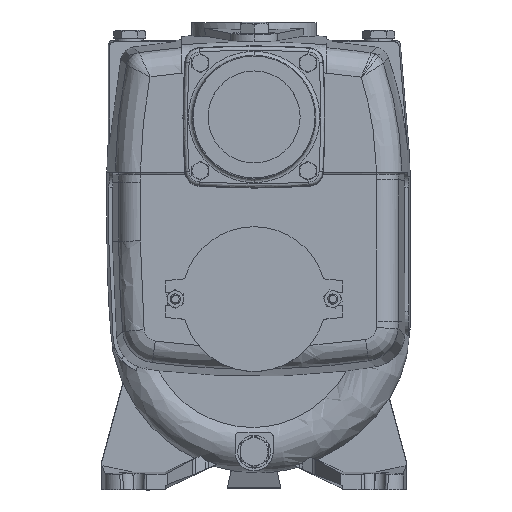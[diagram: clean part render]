
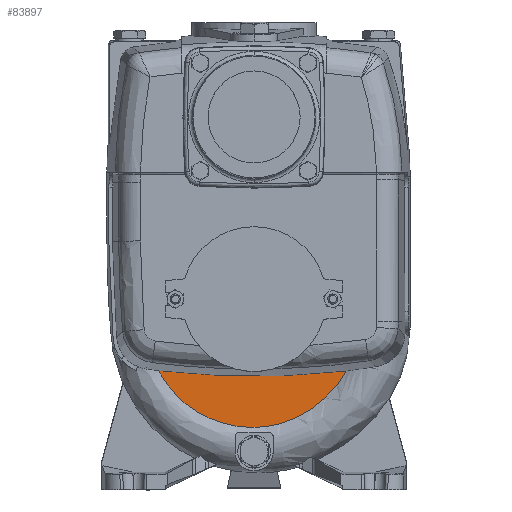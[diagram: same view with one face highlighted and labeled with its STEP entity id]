
A CAD part, top view. The second image highlights one B-rep face of the part: STEP entity #83897.
In plain terms, the highlighted face is planar.
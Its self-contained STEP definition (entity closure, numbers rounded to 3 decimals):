
#65 = CARTESIAN_POINT ( 'NONE',  ( 56.2, -50.856, 65.368 ) ) ;
#858 = CARTESIAN_POINT ( 'NONE',  ( 56.2, -64.553, 78.185 ) ) ;
#1658 = CARTESIAN_POINT ( 'NONE',  ( 56.2, -71.391, 87.293 ) ) ;
#5665 = EDGE_LOOP ( 'NONE', ( #49776, #14045 ) ) ;
#6638 = CARTESIAN_POINT ( 'NONE',  ( 56.2, 57.829, 74.106 ) ) ;
#6796 = DIRECTION ( 'NONE',  ( 0., 0., -1. ) ) ;
#10594 = CARTESIAN_POINT ( 'NONE',  ( 56.2, -52.362, 66.505 ) ) ;
#12196 = CARTESIAN_POINT ( 'NONE',  ( 56.2, -30.996, 54.576 ) ) ;
#14045 = ORIENTED_EDGE ( 'NONE', *, *, #15730, .F. ) ;
#15730 = EDGE_CURVE ( 'NONE', #49888, #119262, #124258, .T. ) ;
#22663 = CARTESIAN_POINT ( 'NONE',  ( 56.2, 44.754, 63.321 ) ) ;
#23476 = CARTESIAN_POINT ( 'NONE',  ( 56.2, -59.475, 72.632 ) ) ;
#24276 = CARTESIAN_POINT ( 'NONE',  ( 56.2, -16.401, 50.555 ) ) ;
#34777 = CARTESIAN_POINT ( 'NONE',  ( 56.2, 32.358, 56.454 ) ) ;
#36365 = CARTESIAN_POINT ( 'NONE',  ( 56.2, 39.935, 60.373 ) ) ;
#37180 = CARTESIAN_POINT ( 'NONE',  ( 56.2, 38.294, 59.439 ) ) ;
#44445 = AXIS2_PLACEMENT_3D ( 'NONE', #89522, #125837, #138714 ) ;
#46084 = CARTESIAN_POINT ( 'NONE',  ( 56.2, 68.771, 87.087 ) ) ;
#47685 = CARTESIAN_POINT ( 'NONE',  ( 56.2, 13.66, 50.367 ) ) ;
#48460 = CARTESIAN_POINT ( 'NONE',  ( 56.2, 47.828, 65.482 ) ) ;
#49255 = CARTESIAN_POINT ( 'NONE',  ( 56.2, -75.182, 93.882 ) ) ;
#49776 = ORIENTED_EDGE ( 'NONE', *, *, #112473, .F. ) ;
#49888 = VERTEX_POINT ( 'NONE', #143504 ) ;
#55818 = CARTESIAN_POINT ( 'NONE',  ( 56.2, 56.464, 72.786 ) ) ;
#56497 = B_SPLINE_CURVE_WITH_KNOTS ( 'NONE', 3,
 ( #67957, #92960, #46084, #142150, #144509, #71104, #6638, #55818, #68743, #117939, #135588, #48460, #22663, #36365, #37180, #134797, #85597, #112173, #34777, #121117, #158198, #111376, #47685, #133993, #122704, #62150, #72689, #110579, #97697, #96909, #133191, #146107, #24276, #59767, #123500, #73488, #12196, #71888, #147692, #148475, #158983, #65, #10594, #146898, #23476, #86383, #858, #60562, #108990, #1658, #61362, #49255 ),
 .UNSPECIFIED., .F., .F.,
 ( 4, 2, 2, 2, 2, 2, 2, 2, 2, 2, 2, 2, 2, 2, 2, 2, 2, 2, 2, 2, 2, 2, 2, 2, 2, 4 ),
 ( 0., 0.011, 0.023, 0.025, 0.028, 0.034, 0.045, 0.051, 0.054, 0.057, 0.068, 0.079, 0.082, 0.085, 0.09, 0.102, 0.107, 0.113, 0.124, 0.136, 0.141, 0.147, 0.158, 0.164, 0.17, 0.181 ),
 .UNSPECIFIED. ) ;
#59767 = CARTESIAN_POINT ( 'NONE',  ( 56.2, -20.109, 51.336 ) ) ;
#60562 = CARTESIAN_POINT ( 'NONE',  ( 56.2, -66.94, 81.123 ) ) ;
#61362 = CARTESIAN_POINT ( 'NONE',  ( 56.2, -73.384, 90.526 ) ) ;
#62150 = CARTESIAN_POINT ( 'NONE',  ( 56.2, 6.154, 49.421 ) ) ;
#67957 = CARTESIAN_POINT ( 'NONE',  ( 56.2, 72.67, 93.59 ) ) ;
#68743 = CARTESIAN_POINT ( 'NONE',  ( 56.2, 55.772, 72.138 ) ) ;
#71104 = CARTESIAN_POINT ( 'NONE',  ( 56.2, 58.503, 74.779 ) ) ;
#71888 = CARTESIAN_POINT ( 'NONE',  ( 56.2, -37.907, 57.532 ) ) ;
#72689 = CARTESIAN_POINT ( 'NONE',  ( 56.2, 5.202, 49.343 ) ) ;
#73488 = CARTESIAN_POINT ( 'NONE',  ( 56.2, -27.442, 53.325 ) ) ;
#80201 = PLANE ( 'NONE',  #125389 ) ;
#83897 = ADVANCED_FACE ( 'NONE', ( #117305 ), #80201, .T. ) ;
#85597 = CARTESIAN_POINT ( 'NONE',  ( 56.2, 34.929, 57.684 ) ) ;
#86383 = CARTESIAN_POINT ( 'NONE',  ( 56.2, -63.316, 76.762 ) ) ;
#89522 = CARTESIAN_POINT ( 'NONE',  ( 56.2, 0., 730.5 ) ) ;
#92960 = CARTESIAN_POINT ( 'NONE',  ( 56.2, 70.831, 90.254 ) ) ;
#96909 = CARTESIAN_POINT ( 'NONE',  ( 56.2, -5.196, 49.146 ) ) ;
#97697 = CARTESIAN_POINT ( 'NONE',  ( 56.2, 0.464, 49.108 ) ) ;
#108990 = CARTESIAN_POINT ( 'NONE',  ( 56.2, -68.092, 82.642 ) ) ;
#110579 = CARTESIAN_POINT ( 'NONE',  ( 56.2, 2.356, 49.161 ) ) ;
#111376 = CARTESIAN_POINT ( 'NONE',  ( 56.2, 17.325, 51.157 ) ) ;
#112173 = CARTESIAN_POINT ( 'NONE',  ( 56.2, 33.218, 56.854 ) ) ;
#112473 = EDGE_CURVE ( 'NONE', #119262, #49888, #56497, .T. ) ;
#117305 = FACE_OUTER_BOUND ( 'NONE', #5665, .T. ) ;
#117908 = CARTESIAN_POINT ( 'NONE',  ( 56.2, 72.67, 93.59 ) ) ;
#117939 = CARTESIAN_POINT ( 'NONE',  ( 56.2, 53.671, 70.23 ) ) ;
#118098 = DIRECTION ( 'NONE',  ( 1., 0., 0. ) ) ;
#119262 = VERTEX_POINT ( 'NONE', #117908 ) ;
#121117 = CARTESIAN_POINT ( 'NONE',  ( 56.2, 28.038, 54.533 ) ) ;
#122704 = CARTESIAN_POINT ( 'NONE',  ( 56.2, 8.043, 49.611 ) ) ;
#123500 = CARTESIAN_POINT ( 'NONE',  ( 56.2, -21.964, 51.79 ) ) ;
#124258 = CIRCLE ( 'NONE', #44445, 641.042 ) ;
#125389 = AXIS2_PLACEMENT_3D ( 'NONE', #130215, #118098, #6796 ) ;
#125837 = DIRECTION ( 'NONE',  ( 1., 0., 0. ) ) ;
#130215 = CARTESIAN_POINT ( 'NONE',  ( 56.2, 115.8, 16.2 ) ) ;
#133191 = CARTESIAN_POINT ( 'NONE',  ( 56.2, -8.946, 49.431 ) ) ;
#133993 = CARTESIAN_POINT ( 'NONE',  ( 56.2, 8.983, 49.723 ) ) ;
#134797 = CARTESIAN_POINT ( 'NONE',  ( 56.2, 35.778, 58.114 ) ) ;
#135588 = CARTESIAN_POINT ( 'NONE',  ( 56.2, 52.236, 69.007 ) ) ;
#138714 = DIRECTION ( 'NONE',  ( 0., 0., 1. ) ) ;
#142150 = CARTESIAN_POINT ( 'NONE',  ( 56.2, 64.258, 81.051 ) ) ;
#143504 = CARTESIAN_POINT ( 'NONE',  ( 56.2, -75.182, 93.882 ) ) ;
#144509 = CARTESIAN_POINT ( 'NONE',  ( 56.2, 61.807, 78.183 ) ) ;
#146107 = CARTESIAN_POINT ( 'NONE',  ( 56.2, -14.541, 50.228 ) ) ;
#146898 = CARTESIAN_POINT ( 'NONE',  ( 56.2, -56.74, 70.064 ) ) ;
#147692 = CARTESIAN_POINT ( 'NONE',  ( 56.2, -41.265, 59.235 ) ) ;
#148475 = CARTESIAN_POINT ( 'NONE',  ( 56.2, -46.144, 62.155 ) ) ;
#158198 = CARTESIAN_POINT ( 'NONE',  ( 56.2, 24.514, 53.24 ) ) ;
#158983 = CARTESIAN_POINT ( 'NONE',  ( 56.2, -47.749, 63.194 ) ) ;
